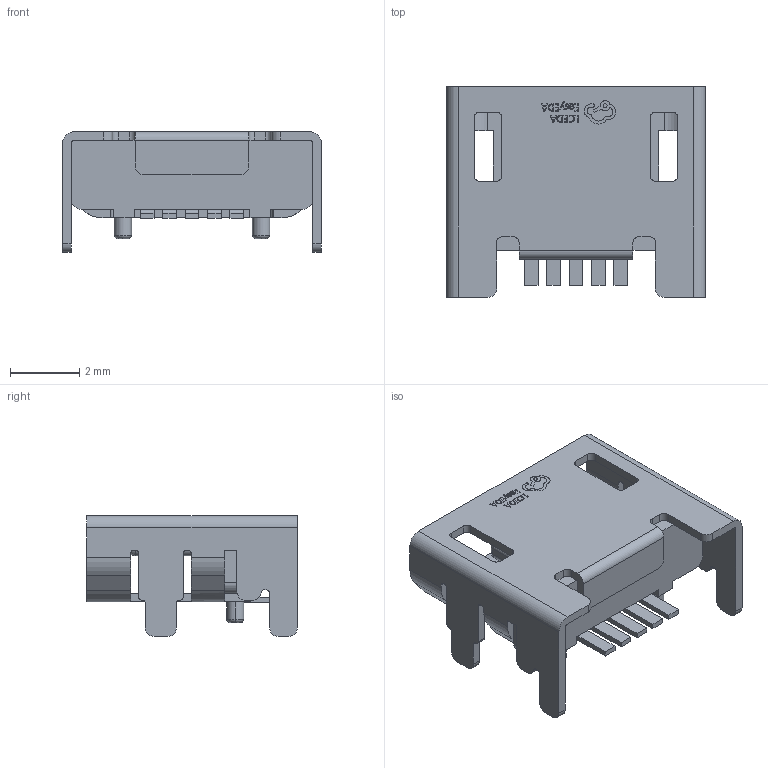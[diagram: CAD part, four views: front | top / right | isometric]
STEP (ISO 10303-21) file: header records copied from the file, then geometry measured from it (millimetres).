
FILE_DESCRIPTION (( 'STEP AP214' ), '1' );
FILE_NAME ('MINI-USB-SMD_MICRO-4P-DIP.step', '2022-07-08T03:48:41', ( '' ), ( '' ), 'SwSTEP 2.0', 'SolidWorks 2020', '' );
FILE_SCHEMA (( 'AUTOMOTIVE_DESIGN' ));
Length unit declared in the file: millimetre
Products named in the file (1): MINI-USB-SMD_MICRO-4P-DIP
Bounding box: 7.5 x 6.1 x 3.5 mm (x, y, z)
Volume: 49 mm3; surface area: 242.5 mm2
Topology: 1 solids, 1 shells, 513 faces, 1440 edges, 948 vertices
Faces by surface type: plane 298, cylinder 109, bspline 98, torus 4, sphere 4
Entity records: 22583 total; most frequent: CARTESIAN_POINT 4204, ORIENTED_EDGE 2872, DIRECTION 2306, EDGE_CURVE 1436, LINE 998, VECTOR 998, VERTEX_POINT 948, AXIS2_PLACEMENT_3D 654
